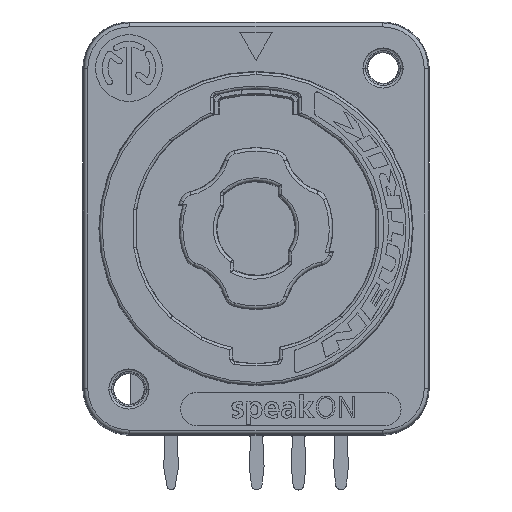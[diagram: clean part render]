
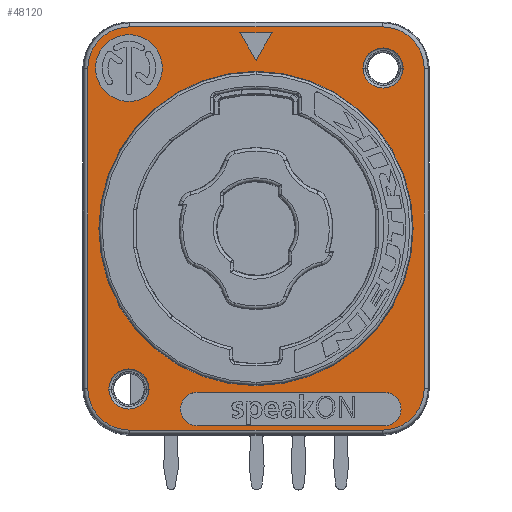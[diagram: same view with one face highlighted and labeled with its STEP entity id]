
A CAD part, top view. The second image highlights one B-rep face of the part: STEP entity #48120.
In plain terms, the highlighted planar face has unit normal (0, 0, 1).
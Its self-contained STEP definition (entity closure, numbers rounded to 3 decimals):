
#13858=CARTESIAN_POINT('',(9.5,12.,4.5));
#13859=DIRECTION('',(0.,0.,1.));
#13860=DIRECTION('',(1.,0.,0.));
#13861=AXIS2_PLACEMENT_3D('',#13858,#13859,#13860);
#13863=CARTESIAN_POINT('',(9.5,12.,4.5));
#13864=DIRECTION('',(0.,0.,1.));
#13865=DIRECTION('',(-1.,0.,0.));
#13866=AXIS2_PLACEMENT_3D('',#13863,#13864,#13865);
#13868=CARTESIAN_POINT('',(-9.5,-12.,4.5));
#13869=DIRECTION('',(0.,0.,1.));
#13870=DIRECTION('',(1.,0.,0.));
#13871=AXIS2_PLACEMENT_3D('',#13868,#13869,#13870);
#13873=CARTESIAN_POINT('',(-9.5,-12.,4.5));
#13874=DIRECTION('',(0.,0.,1.));
#13875=DIRECTION('',(-1.,0.,0.));
#13876=AXIS2_PLACEMENT_3D('',#13873,#13874,#13875);
#13878=CARTESIAN_POINT('',(-9.5,12.,4.5));
#13879=DIRECTION('',(0.,0.,1.));
#13880=DIRECTION('',(1.,0.,0.));
#13881=AXIS2_PLACEMENT_3D('',#13878,#13879,#13880);
#13883=CARTESIAN_POINT('',(-9.5,12.,4.5));
#13884=DIRECTION('',(0.,0.,1.));
#13885=DIRECTION('',(-1.,0.,0.));
#13886=AXIS2_PLACEMENT_3D('',#13883,#13884,#13885);
#13888=CARTESIAN_POINT('',(-4.4,-13.5,4.5));
#13889=DIRECTION('',(0.,0.,1.));
#13890=DIRECTION('',(0.,1.,0.));
#13891=AXIS2_PLACEMENT_3D('',#13888,#13889,#13890);
#13893=DIRECTION('',(1.,0.,0.));
#13894=VECTOR('',#13893,14.);
#13895=CARTESIAN_POINT('',(-4.4,-14.75,4.5));
#13896=LINE('',#13895,#13894);
#13897=CARTESIAN_POINT('',(9.6,-13.5,4.5));
#13898=DIRECTION('',(0.,0.,1.));
#13899=DIRECTION('',(0.,-1.,0.));
#13900=AXIS2_PLACEMENT_3D('',#13897,#13898,#13899);
#13902=DIRECTION('',(-1.,0.,0.));
#13903=VECTOR('',#13902,14.);
#13904=CARTESIAN_POINT('',(9.6,-12.25,4.5));
#13905=LINE('',#13904,#13903);
#13906=DIRECTION('',(0.5,-0.866,0.));
#13907=VECTOR('',#13906,2.4);
#13908=CARTESIAN_POINT('',(-1.2,14.65,4.5));
#13909=LINE('',#13908,#13907);
#13910=DIRECTION('',(0.5,0.866,0.));
#13911=VECTOR('',#13910,2.4);
#13912=CARTESIAN_POINT('',(0.,12.572,4.5));
#13913=LINE('',#13912,#13911);
#13914=DIRECTION('',(-1.,0.,0.));
#13915=VECTOR('',#13914,2.4);
#13916=CARTESIAN_POINT('',(1.2,14.65,4.5));
#13917=LINE('',#13916,#13915);
#13918=CARTESIAN_POINT('',(-9.45,11.95,4.5));
#13919=DIRECTION('',(0.,0.,1.));
#13920=DIRECTION('',(0.,1.,0.));
#13921=AXIS2_PLACEMENT_3D('',#13918,#13919,#13920);
#13923=DIRECTION('',(-1.,0.,0.));
#13924=VECTOR('',#13923,18.9);
#13925=CARTESIAN_POINT('',(9.45,15.077,4.5));
#13926=LINE('',#13925,#13924);
#13927=CARTESIAN_POINT('',(9.45,11.95,4.5));
#13928=DIRECTION('',(0.,0.,1.));
#13929=DIRECTION('',(1.,0.,0.));
#13930=AXIS2_PLACEMENT_3D('',#13927,#13928,#13929);
#13932=DIRECTION('',(0.,1.,0.));
#13933=VECTOR('',#13932,23.9);
#13934=CARTESIAN_POINT('',(12.577,-11.95,4.5));
#13935=LINE('',#13934,#13933);
#13936=CARTESIAN_POINT('',(9.45,-11.95,4.5));
#13937=DIRECTION('',(0.,0.,1.));
#13938=DIRECTION('',(0.,-1.,0.));
#13939=AXIS2_PLACEMENT_3D('',#13936,#13937,#13938);
#13941=DIRECTION('',(1.,0.,0.));
#13942=VECTOR('',#13941,18.9);
#13943=CARTESIAN_POINT('',(-9.45,-15.077,4.5));
#13944=LINE('',#13943,#13942);
#13945=CARTESIAN_POINT('',(-9.45,-11.95,4.5));
#13946=DIRECTION('',(0.,0.,1.));
#13947=DIRECTION('',(-1.,0.,0.));
#13948=AXIS2_PLACEMENT_3D('',#13945,#13946,#13947);
#13950=DIRECTION('',(0.,-1.,0.));
#13951=VECTOR('',#13950,23.9);
#13952=CARTESIAN_POINT('',(-12.577,11.95,4.5));
#13953=LINE('',#13952,#13951);
#13959=CARTESIAN_POINT('',(0.,0.,4.5));
#13960=DIRECTION('',(0.,0.,-1.));
#13961=DIRECTION('',(0.,1.,0.));
#13962=AXIS2_PLACEMENT_3D('',#13959,#13960,#13961);
#15315=CARTESIAN_POINT('',(0.,0.,4.5));
#15316=DIRECTION('',(0.,0.,1.));
#15317=DIRECTION('',(0.,1.,0.));
#15318=AXIS2_PLACEMENT_3D('',#15315,#15316,#15317);
#24011=CARTESIAN_POINT('',(11.,12.,4.5));
#24012=CARTESIAN_POINT('',(8.,12.,4.5));
#24013=VERTEX_POINT('',#24011);
#24014=VERTEX_POINT('',#24012);
#24015=CARTESIAN_POINT('',(-8.,-12.,4.5));
#24016=CARTESIAN_POINT('',(-11.,-12.,4.5));
#24017=VERTEX_POINT('',#24015);
#24018=VERTEX_POINT('',#24016);
#24019=CARTESIAN_POINT('',(0.,11.75,4.5));
#24020=CARTESIAN_POINT('',(0.,-11.75,4.5));
#24021=VERTEX_POINT('',#24019);
#24022=VERTEX_POINT('',#24020);
#24065=CARTESIAN_POINT('',(-7.,12.,4.5));
#24066=CARTESIAN_POINT('',(-12.,12.,4.5));
#24067=VERTEX_POINT('',#24065);
#24068=VERTEX_POINT('',#24066);
#24069=CARTESIAN_POINT('',(-4.4,-12.25,4.5));
#24070=CARTESIAN_POINT('',(-4.4,-14.75,4.5));
#24071=VERTEX_POINT('',#24069);
#24072=VERTEX_POINT('',#24070);
#24073=CARTESIAN_POINT('',(9.6,-14.75,4.5));
#24074=VERTEX_POINT('',#24073);
#24075=CARTESIAN_POINT('',(9.6,-12.25,4.5));
#24076=VERTEX_POINT('',#24075);
#24077=CARTESIAN_POINT('',(-1.2,14.65,4.5));
#24078=CARTESIAN_POINT('',(0.,12.572,4.5));
#24079=VERTEX_POINT('',#24077);
#24080=VERTEX_POINT('',#24078);
#24081=CARTESIAN_POINT('',(1.2,14.65,4.5));
#24082=VERTEX_POINT('',#24081);
#25339=CARTESIAN_POINT('',(-9.45,15.077,4.5));
#25340=CARTESIAN_POINT('',(-12.577,11.95,4.5));
#25341=VERTEX_POINT('',#25339);
#25342=VERTEX_POINT('',#25340);
#25347=CARTESIAN_POINT('',(-12.577,-11.95,4.5));
#25348=VERTEX_POINT('',#25347);
#25351=CARTESIAN_POINT('',(-9.45,-15.077,4.5));
#25352=VERTEX_POINT('',#25351);
#25355=CARTESIAN_POINT('',(9.45,-15.077,4.5));
#25356=VERTEX_POINT('',#25355);
#25359=CARTESIAN_POINT('',(12.577,-11.95,4.5));
#25360=VERTEX_POINT('',#25359);
#25363=CARTESIAN_POINT('',(12.577,11.95,4.5));
#25364=VERTEX_POINT('',#25363);
#25367=CARTESIAN_POINT('',(9.45,15.077,4.5));
#25368=VERTEX_POINT('',#25367);
#48056=CARTESIAN_POINT('',(0.,0.,4.5));
#48057=DIRECTION('',(0.,0.,-1.));
#48058=DIRECTION('',(0.,-1.,0.));
#48059=AXIS2_PLACEMENT_3D('',#48056,#48057,#48058);
#48060=PLANE('',#48059);
#48062=ORIENTED_EDGE('',*,*,#48061,.F.);
#48063=ORIENTED_EDGE('',*,*,#48046,.F.);
#48065=ORIENTED_EDGE('',*,*,#48064,.F.);
#48067=ORIENTED_EDGE('',*,*,#48066,.F.);
#48069=ORIENTED_EDGE('',*,*,#48068,.F.);
#48071=ORIENTED_EDGE('',*,*,#48070,.F.);
#48073=ORIENTED_EDGE('',*,*,#48072,.F.);
#48075=ORIENTED_EDGE('',*,*,#48074,.F.);
#48076=EDGE_LOOP('',(#48062,#48063,#48065,#48067,#48069,#48071,#48073,#48075));
#48077=FACE_OUTER_BOUND('',#48076,.F.);
#48079=ORIENTED_EDGE('',*,*,#48078,.T.);
#48081=ORIENTED_EDGE('',*,*,#48080,.T.);
#48082=EDGE_LOOP('',(#48079,#48081));
#48083=FACE_BOUND('',#48082,.F.);
#48085=ORIENTED_EDGE('',*,*,#48084,.T.);
#48087=ORIENTED_EDGE('',*,*,#48086,.T.);
#48088=EDGE_LOOP('',(#48085,#48087));
#48089=FACE_BOUND('',#48088,.F.);
#48091=ORIENTED_EDGE('',*,*,#48090,.T.);
#48093=ORIENTED_EDGE('',*,*,#48092,.T.);
#48094=EDGE_LOOP('',(#48091,#48093));
#48095=FACE_BOUND('',#48094,.F.);
#48097=ORIENTED_EDGE('',*,*,#48096,.T.);
#48099=ORIENTED_EDGE('',*,*,#48098,.T.);
#48101=ORIENTED_EDGE('',*,*,#48100,.T.);
#48103=ORIENTED_EDGE('',*,*,#48102,.T.);
#48104=EDGE_LOOP('',(#48097,#48099,#48101,#48103));
#48105=FACE_BOUND('',#48104,.F.);
#48107=ORIENTED_EDGE('',*,*,#48106,.T.);
#48109=ORIENTED_EDGE('',*,*,#48108,.T.);
#48111=ORIENTED_EDGE('',*,*,#48110,.T.);
#48112=EDGE_LOOP('',(#48107,#48109,#48111));
#48113=FACE_BOUND('',#48112,.F.);
#48115=ORIENTED_EDGE('',*,*,#48114,.F.);
#48117=ORIENTED_EDGE('',*,*,#48116,.T.);
#48118=EDGE_LOOP('',(#48115,#48117));
#48119=FACE_BOUND('',#48118,.F.);
#48120=ADVANCED_FACE('',(#48077,#48083,#48089,#48095,#48105,#48113,#48119),
#48060,.F.);
#13862=CIRCLE('',#13861,1.5);
#13867=CIRCLE('',#13866,1.5);
#13872=CIRCLE('',#13871,1.5);
#13877=CIRCLE('',#13876,1.5);
#13882=CIRCLE('',#13881,2.5);
#13887=CIRCLE('',#13886,2.5);
#13892=CIRCLE('',#13891,1.25);
#13901=CIRCLE('',#13900,1.25);
#13922=CIRCLE('',#13921,3.127);
#13931=CIRCLE('',#13930,3.127);
#13940=CIRCLE('',#13939,3.127);
#13949=CIRCLE('',#13948,3.127);
#13963=CIRCLE('',#13962,11.75);
#15319=CIRCLE('',#15318,11.75);
#48046=EDGE_CURVE('',#25368,#25341,#13926,.T.);
#48061=EDGE_CURVE('',#25341,#25342,#13922,.T.);
#48064=EDGE_CURVE('',#25364,#25368,#13931,.T.);
#48066=EDGE_CURVE('',#25360,#25364,#13935,.T.);
#48068=EDGE_CURVE('',#25356,#25360,#13940,.T.);
#48070=EDGE_CURVE('',#25352,#25356,#13944,.T.);
#48072=EDGE_CURVE('',#25348,#25352,#13949,.T.);
#48074=EDGE_CURVE('',#25342,#25348,#13953,.T.);
#48078=EDGE_CURVE('',#24013,#24014,#13862,.T.);
#48080=EDGE_CURVE('',#24014,#24013,#13867,.T.);
#48084=EDGE_CURVE('',#24017,#24018,#13872,.T.);
#48086=EDGE_CURVE('',#24018,#24017,#13877,.T.);
#48090=EDGE_CURVE('',#24067,#24068,#13882,.T.);
#48092=EDGE_CURVE('',#24068,#24067,#13887,.T.);
#48096=EDGE_CURVE('',#24071,#24072,#13892,.T.);
#48098=EDGE_CURVE('',#24072,#24074,#13896,.T.);
#48100=EDGE_CURVE('',#24074,#24076,#13901,.T.);
#48102=EDGE_CURVE('',#24076,#24071,#13905,.T.);
#48106=EDGE_CURVE('',#24079,#24080,#13909,.T.);
#48108=EDGE_CURVE('',#24080,#24082,#13913,.T.);
#48110=EDGE_CURVE('',#24082,#24079,#13917,.T.);
#48114=EDGE_CURVE('',#24021,#24022,#13963,.T.);
#48116=EDGE_CURVE('',#24021,#24022,#15319,.T.);
